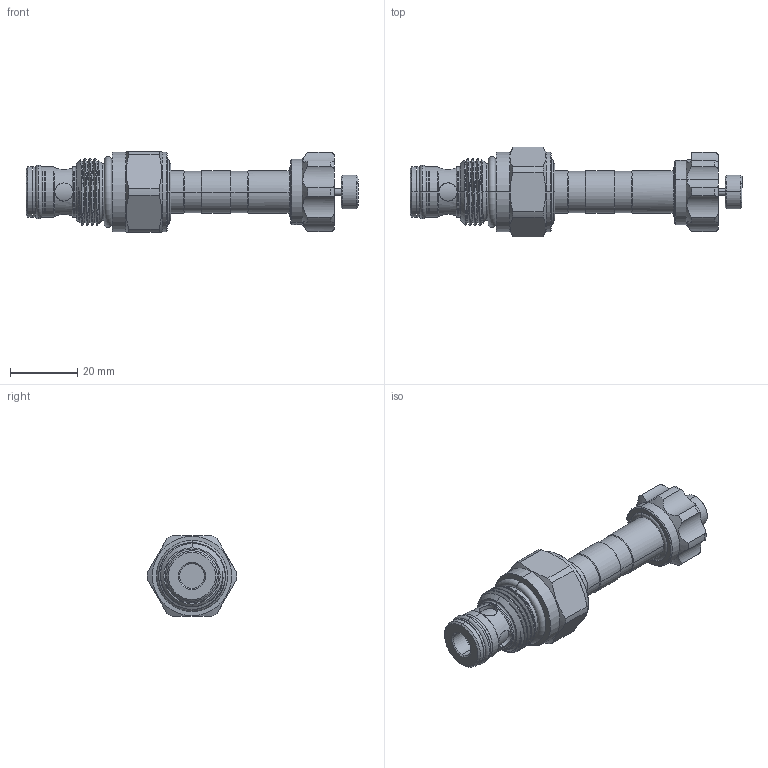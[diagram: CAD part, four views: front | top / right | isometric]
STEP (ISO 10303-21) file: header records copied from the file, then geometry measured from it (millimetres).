
FILE_DESCRIPTION (( 'STEP AP203' ), '1' );
FILE_NAME ('EP20M2A04P05.STEP', '2020-03-31T08:08:41', ( '' ), ( '' ), 'SwSTEP 2.0', 'SolidWorks 2018', '' );
FILE_SCHEMA (( 'CONFIG_CONTROL_DESIGN' ));
Length unit declared in the file: millimetre
Products named in the file (1): EP20M2A04P05
Bounding box: 98.8 x 26.69 x 24 mm (x, y, z)
Volume: 22435.5 mm3; surface area: 8736.6 mm2
Topology: 5 solids, 6 shells, 228 faces, 541 edges, 335 vertices
Faces by surface type: cylinder 116, cone 47, torus 30, plane 30, bspline 5
Entity records: 8484 total; most frequent: CARTESIAN_POINT 3173, DIRECTION 1138, ORIENTED_EDGE 1082, EDGE_CURVE 541, AXIS2_PLACEMENT_3D 489, VERTEX_POINT 335, CIRCLE 265, EDGE_LOOP 250
